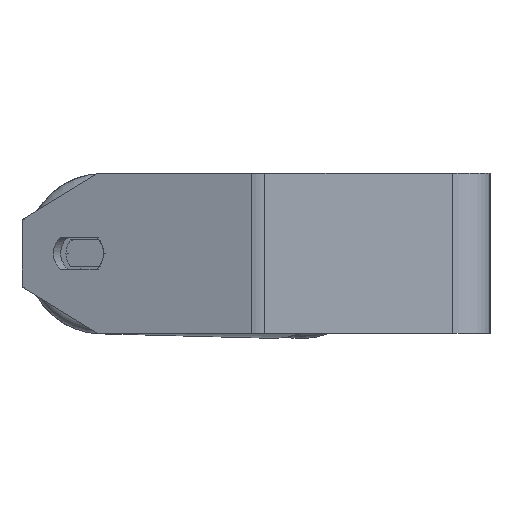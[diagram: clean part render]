
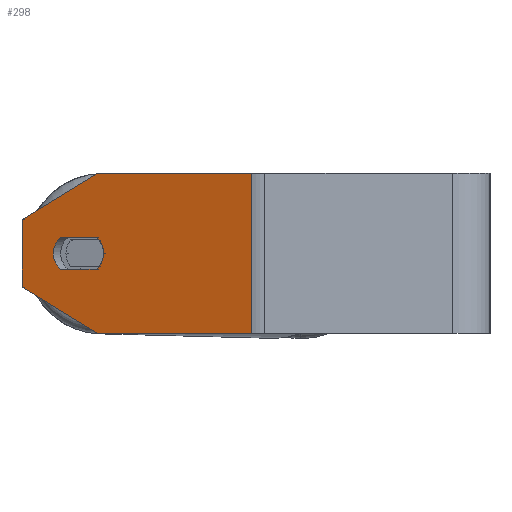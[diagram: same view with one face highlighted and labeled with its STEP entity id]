
A CAD part, left-side view. The second image highlights one B-rep face of the part: STEP entity #298.
In plain terms, the highlighted planar face has unit normal (-0.94, 0.342, 0).
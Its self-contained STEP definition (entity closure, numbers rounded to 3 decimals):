
#98 = DIRECTION ( 'NONE',  ( -0.342, -0.94, 0. ) ) ;
#274 = VERTEX_POINT ( 'NONE', #289 ) ;
#289 = CARTESIAN_POINT ( 'NONE',  ( -337.908, 147.536, -6. ) ) ;
#298 = ADVANCED_FACE ( 'NONE', ( #3542, #3626 ), #5584, .F. ) ;
#404 = CARTESIAN_POINT ( 'NONE',  ( -338.934, 144.717, 0. ) ) ;
#559 = VERTEX_POINT ( 'NONE', #4859 ) ;
#617 = CARTESIAN_POINT ( 'NONE',  ( -359.156, 89.158, 30. ) ) ;
#756 = EDGE_CURVE ( 'NONE', #1084, #2484, #7203, .T. ) ;
#807 = AXIS2_PLACEMENT_3D ( 'NONE', #6839, #7523, #7563 ) ;
#862 = CARTESIAN_POINT ( 'NONE',  ( -327.818, 175.257, -30. ) ) ;
#1064 = CARTESIAN_POINT ( 'NONE',  ( -327.818, 175.257, 12.679 ) ) ;
#1084 = VERTEX_POINT ( 'NONE', #5089 ) ;
#1146 = AXIS2_PLACEMENT_3D ( 'NONE', #2143, #1540, #4154 ) ;
#1259 = VERTEX_POINT ( 'NONE', #617 ) ;
#1391 = VERTEX_POINT ( 'NONE', #1064 ) ;
#1467 = EDGE_CURVE ( 'NONE', #7352, #2746, #5153, .T. ) ;
#1505 = CARTESIAN_POINT ( 'NONE',  ( -338.079, 147.066, -30. ) ) ;
#1540 = DIRECTION ( 'NONE',  ( -0.94, 0.342, 0. ) ) ;
#1742 = CARTESIAN_POINT ( 'NONE',  ( -338.079, 147.066, -30. ) ) ;
#1799 = DIRECTION ( 'NONE',  ( 0.342, 0.94, 0. ) ) ;
#1809 = AXIS2_PLACEMENT_3D ( 'NONE', #5053, #7673, #1799 ) ;
#2015 = LINE ( 'NONE', #4625, #8009 ) ;
#2018 = AXIS2_PLACEMENT_3D ( 'NONE', #4535, #4496, #5777 ) ;
#2143 = CARTESIAN_POINT ( 'NONE',  ( -336.369, 151.765, 0. ) ) ;
#2255 = ORIENTED_EDGE ( 'NONE', *, *, #756, .T. ) ;
#2484 = VERTEX_POINT ( 'NONE', #1742 ) ;
#2565 = CIRCLE ( 'NONE', #2018, 7.5 ) ;
#2618 = EDGE_CURVE ( 'NONE', #3571, #274, #6778, .T. ) ;
#2746 = VERTEX_POINT ( 'NONE', #5691 ) ;
#2798 = EDGE_CURVE ( 'NONE', #274, #8158, #2565, .T. ) ;
#2851 = ORIENTED_EDGE ( 'NONE', *, *, #2618, .F. ) ;
#2971 = CARTESIAN_POINT ( 'NONE',  ( -327.818, 175.257, 30. ) ) ;
#3043 = VECTOR ( 'NONE', #5472, 1000. ) ;
#3193 = CARTESIAN_POINT ( 'NONE',  ( -337.908, 147.536, 6. ) ) ;
#3261 = EDGE_CURVE ( 'NONE', #2746, #3571, #8265, .T. ) ;
#3300 = EDGE_CURVE ( 'NONE', #3339, #1259, #4532, .T. ) ;
#3322 = ORIENTED_EDGE ( 'NONE', *, *, #7957, .T. ) ;
#3339 = VERTEX_POINT ( 'NONE', #3375 ) ;
#3375 = CARTESIAN_POINT ( 'NONE',  ( -338.079, 147.066, 30. ) ) ;
#3443 = LINE ( 'NONE', #6039, #7731 ) ;
#3542 = FACE_BOUND ( 'NONE', #7860, .T. ) ;
#3571 = VERTEX_POINT ( 'NONE', #5466 ) ;
#3626 = FACE_OUTER_BOUND ( 'NONE', #5890, .T. ) ;
#3768 = VECTOR ( 'NONE', #7382, 1000. ) ;
#3835 = DIRECTION ( 'NONE',  ( 0.342, 0.94, 0. ) ) ;
#3947 = CARTESIAN_POINT ( 'NONE',  ( -327.818, 175.257, 30. ) ) ;
#4089 = VECTOR ( 'NONE', #3835, 1000. ) ;
#4117 = ORIENTED_EDGE ( 'NONE', *, *, #3261, .F. ) ;
#4135 = CIRCLE ( 'NONE', #1146, 7.5 ) ;
#4154 = DIRECTION ( 'NONE',  ( -0.342, -0.94, 0. ) ) ;
#4276 = LINE ( 'NONE', #2971, #8421 ) ;
#4422 = VECTOR ( 'NONE', #98, 1000. ) ;
#4496 = DIRECTION ( 'NONE',  ( -0.94, 0.342, 0. ) ) ;
#4532 = LINE ( 'NONE', #3947, #4422 ) ;
#4535 = CARTESIAN_POINT ( 'NONE',  ( -336.369, 151.765, 0. ) ) ;
#4625 = CARTESIAN_POINT ( 'NONE',  ( -327.818, 175.257, 12.679 ) ) ;
#4693 = ORIENTED_EDGE ( 'NONE', *, *, #1467, .F. ) ;
#4808 = ORIENTED_EDGE ( 'NONE', *, *, #2798, .F. ) ;
#4859 = CARTESIAN_POINT ( 'NONE',  ( -359.156, 89.158, -30. ) ) ;
#5053 = CARTESIAN_POINT ( 'NONE',  ( -334.658, 156.463, 0. ) ) ;
#5089 = CARTESIAN_POINT ( 'NONE',  ( -327.818, 175.257, -12.679 ) ) ;
#5106 = ORIENTED_EDGE ( 'NONE', *, *, #6141, .F. ) ;
#5153 = LINE ( 'NONE', #3193, #4089 ) ;
#5250 = VECTOR ( 'NONE', #7247, 1000. ) ;
#5449 = ORIENTED_EDGE ( 'NONE', *, *, #3300, .F. ) ;
#5466 = CARTESIAN_POINT ( 'NONE',  ( -333.119, 160.692, -6. ) ) ;
#5472 = DIRECTION ( 'NONE',  ( -0.342, -0.94, 0. ) ) ;
#5584 = PLANE ( 'NONE',  #807 ) ;
#5684 = EDGE_CURVE ( 'NONE', #2484, #559, #6714, .T. ) ;
#5691 = CARTESIAN_POINT ( 'NONE',  ( -333.119, 160.692, 6. ) ) ;
#5777 = DIRECTION ( 'NONE',  ( -0.342, -0.94, 0. ) ) ;
#5890 = EDGE_LOOP ( 'NONE', ( #6029, #2255, #6150, #6540, #5449, #3322 ) ) ;
#5996 = CARTESIAN_POINT ( 'NONE',  ( -337.908, 147.536, -6. ) ) ;
#6029 = ORIENTED_EDGE ( 'NONE', *, *, #7475, .T. ) ;
#6039 = CARTESIAN_POINT ( 'NONE',  ( -359.156, 89.158, 30. ) ) ;
#6094 = CARTESIAN_POINT ( 'NONE',  ( -337.908, 147.536, 6. ) ) ;
#6141 = EDGE_CURVE ( 'NONE', #8158, #7352, #4135, .T. ) ;
#6150 = ORIENTED_EDGE ( 'NONE', *, *, #5684, .T. ) ;
#6540 = ORIENTED_EDGE ( 'NONE', *, *, #7284, .F. ) ;
#6714 = LINE ( 'NONE', #862, #3043 ) ;
#6734 = DIRECTION ( 'NONE',  ( 0., 0., -1. ) ) ;
#6778 = LINE ( 'NONE', #5996, #3768 ) ;
#6839 = CARTESIAN_POINT ( 'NONE',  ( -327.818, 175.257, 30. ) ) ;
#7203 = LINE ( 'NONE', #1505, #5250 ) ;
#7247 = DIRECTION ( 'NONE',  ( -0.296, -0.814, -0.5 ) ) ;
#7284 = EDGE_CURVE ( 'NONE', #1259, #559, #3443, .T. ) ;
#7352 = VERTEX_POINT ( 'NONE', #6094 ) ;
#7382 = DIRECTION ( 'NONE',  ( -0.342, -0.94, 0. ) ) ;
#7475 = EDGE_CURVE ( 'NONE', #1391, #1084, #4276, .T. ) ;
#7523 = DIRECTION ( 'NONE',  ( 0.94, -0.342, 0. ) ) ;
#7563 = DIRECTION ( 'NONE',  ( 0.342, 0.94, 0. ) ) ;
#7673 = DIRECTION ( 'NONE',  ( -0.94, 0.342, 0. ) ) ;
#7731 = VECTOR ( 'NONE', #6734, 1000. ) ;
#7860 = EDGE_LOOP ( 'NONE', ( #2851, #4117, #4693, #5106, #4808 ) ) ;
#7957 = EDGE_CURVE ( 'NONE', #3339, #1391, #2015, .T. ) ;
#8009 = VECTOR ( 'NONE', #8416, 1000. ) ;
#8158 = VERTEX_POINT ( 'NONE', #404 ) ;
#8195 = DIRECTION ( 'NONE',  ( 0., 0., -1. ) ) ;
#8265 = CIRCLE ( 'NONE', #1809, 7.5 ) ;
#8416 = DIRECTION ( 'NONE',  ( 0.296, 0.814, -0.5 ) ) ;
#8421 = VECTOR ( 'NONE', #8195, 1000. ) ;
